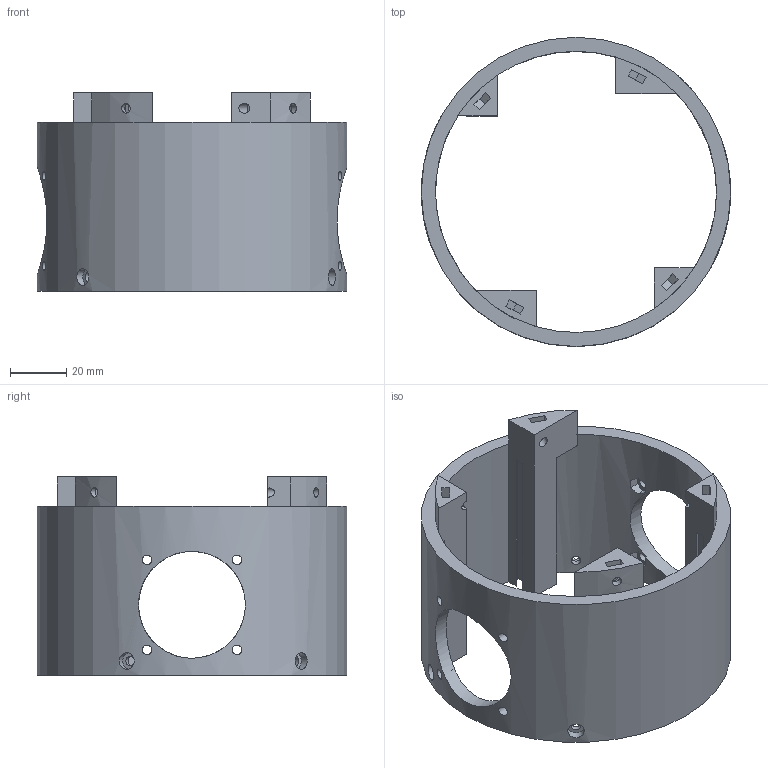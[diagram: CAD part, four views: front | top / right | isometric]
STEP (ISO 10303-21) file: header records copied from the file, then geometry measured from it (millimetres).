
FILE_DESCRIPTION(('FreeCAD Model'),'2;1');
FILE_NAME('Art4BodySmall1.step','2017-08-17T10:23:34',('Author'),(''), 'Open CASCADE STEP processor 6.8','FreeCAD','Unknown');
FILE_SCHEMA(('AUTOMOTIVE_DESIGN_CC2 { 1 2 10303 214 -1 1 5 4 }'));
Length unit declared in the file: millimetre
Products named in the file (2): ASSEMBLY; Art4BodySmall1
Assembly tree (1 placements, depth 2):
  ASSEMBLY
    Art4BodySmall1
Bounding box: 110 x 110 x 70.5 mm (x, y, z)
Volume: 112772.9 mm3; surface area: 52295.7 mm2
Topology: 1 solids, 1 shells, 165 faces, 514 edges, 364 vertices
Faces by surface type: plane 130, cylinder 35
Full cylindrical faces by diameter (mm): 3.4 x20, 5.9 x4, 38 x2, 110 x1
Entity records: 47201 total; most frequent: CARTESIAN_POINT 37602, DIRECTION 1520, ORIENTED_EDGE 1028, PCURVE 1028, DEFINITIONAL_REPRESENTATION 1028, LINE 935, VECTOR 935, EDGE_CURVE 514
